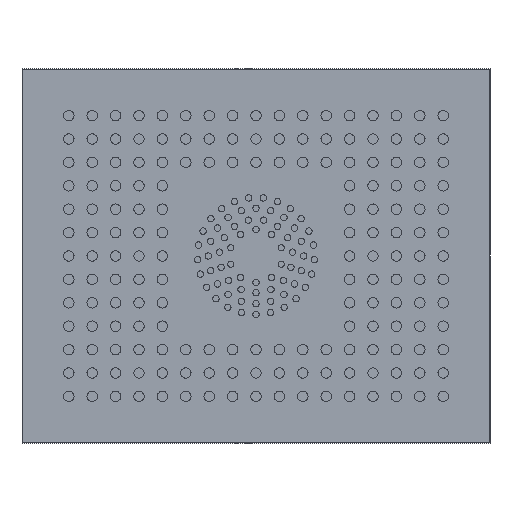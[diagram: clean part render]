
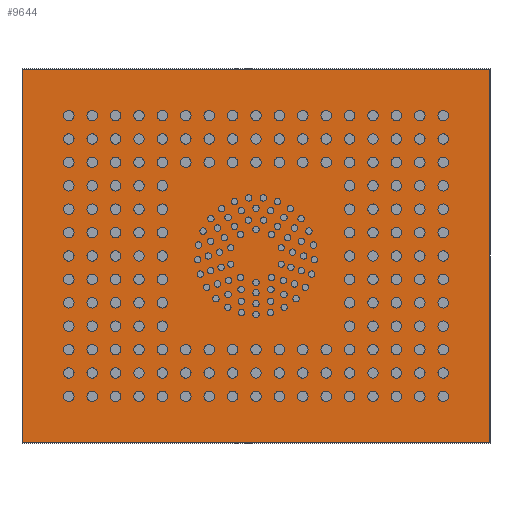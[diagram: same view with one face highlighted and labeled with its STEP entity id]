
A CAD part, front view. The second image highlights one B-rep face of the part: STEP entity #9644.
In plain terms, the highlighted planar face has unit normal (0, -1, 0).
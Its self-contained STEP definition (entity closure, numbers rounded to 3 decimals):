
#1482 = CARTESIAN_POINT ( 'NONE',  ( -149.729, 0., -120. ) ) ;
#2077 = EDGE_LOOP ( 'NONE', ( #6976, #4325, #18955, #15892 ) ) ;
#2131 = EDGE_CURVE ( 'NONE', #15903, #10630, #10894, .T. ) ;
#2645 = VECTOR ( 'NONE', #18687, 1000. ) ;
#3086 = VECTOR ( 'NONE', #10726, 1000. ) ;
#4325 = ORIENTED_EDGE ( 'NONE', *, *, #6478, .F. ) ;
#5511 = DIRECTION ( 'NONE',  ( 0., 0., 1. ) ) ;
#5972 = CARTESIAN_POINT ( 'NONE',  ( -149.729, 0., -119.729 ) ) ;
#6337 = VERTEX_POINT ( 'NONE', #16470 ) ;
#6478 = EDGE_CURVE ( 'NONE', #6337, #15903, #15536, .T. ) ;
#6909 = EDGE_CURVE ( 'NONE', #7664, #6337, #13974, .T. ) ;
#6976 = ORIENTED_EDGE ( 'NONE', *, *, #2131, .F. ) ;
#7043 = PLANE ( 'NONE',  #14660 ) ;
#7612 = DIRECTION ( 'NONE',  ( 1., 0., 0. ) ) ;
#7664 = VERTEX_POINT ( 'NONE', #10248 ) ;
#8379 = DIRECTION ( 'NONE',  ( 0., 1., 0. ) ) ;
#9271 = CARTESIAN_POINT ( 'NONE',  ( 149.729, 0., -120. ) ) ;
#9644 = ADVANCED_FACE ( 'NONE', ( #16253 ), #7043, .F. ) ;
#10248 = CARTESIAN_POINT ( 'NONE',  ( 149.729, 0., 119.729 ) ) ;
#10630 = VERTEX_POINT ( 'NONE', #15196 ) ;
#10726 = DIRECTION ( 'NONE',  ( -1., 0., 0. ) ) ;
#10894 = LINE ( 'NONE', #1482, #19180 ) ;
#13974 = LINE ( 'NONE', #9271, #2645 ) ;
#14660 = AXIS2_PLACEMENT_3D ( 'NONE', #17792, #8379, #5511 ) ;
#15196 = CARTESIAN_POINT ( 'NONE',  ( -149.729, 0., 119.729 ) ) ;
#15536 = LINE ( 'NONE', #15739, #3086 ) ;
#15739 = CARTESIAN_POINT ( 'NONE',  ( -150., 0., -119.729 ) ) ;
#15812 = DIRECTION ( 'NONE',  ( 0., 0., 1. ) ) ;
#15892 = ORIENTED_EDGE ( 'NONE', *, *, #18486, .F. ) ;
#15903 = VERTEX_POINT ( 'NONE', #5972 ) ;
#16253 = FACE_OUTER_BOUND ( 'NONE', #2077, .T. ) ;
#16470 = CARTESIAN_POINT ( 'NONE',  ( 149.729, 0., -119.729 ) ) ;
#16847 = VECTOR ( 'NONE', #7612, 1000. ) ;
#17134 = LINE ( 'NONE', #18772, #16847 ) ;
#17792 = CARTESIAN_POINT ( 'NONE',  ( 0., 0., 0. ) ) ;
#18486 = EDGE_CURVE ( 'NONE', #10630, #7664, #17134, .T. ) ;
#18687 = DIRECTION ( 'NONE',  ( 0., 0., -1. ) ) ;
#18772 = CARTESIAN_POINT ( 'NONE',  ( -150., 0., 119.729 ) ) ;
#18955 = ORIENTED_EDGE ( 'NONE', *, *, #6909, .F. ) ;
#19180 = VECTOR ( 'NONE', #15812, 1000. ) ;
